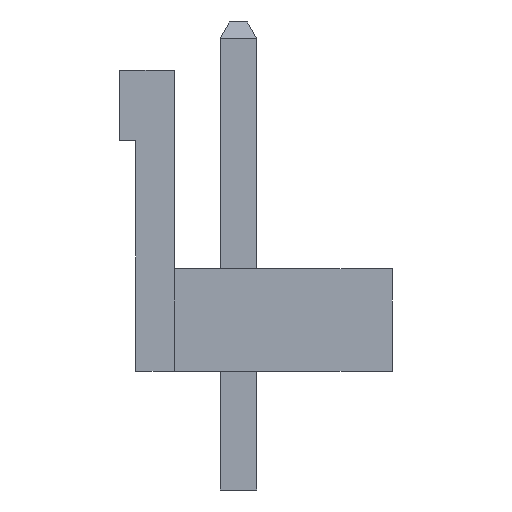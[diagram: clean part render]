
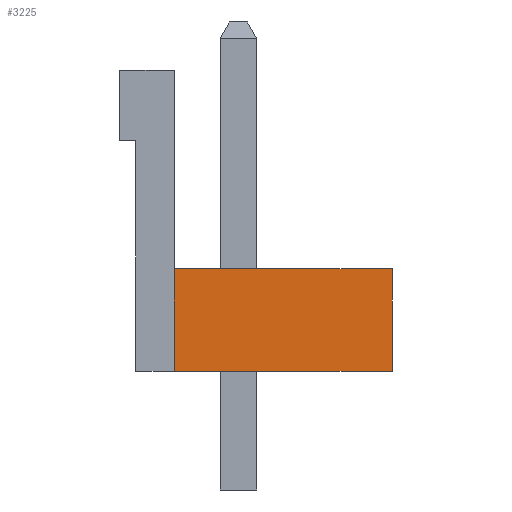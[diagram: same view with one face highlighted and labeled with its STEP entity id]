
A CAD part, left-side view. The second image highlights one B-rep face of the part: STEP entity #3225.
In plain terms, the highlighted planar face has unit normal (-1, 0, 0).
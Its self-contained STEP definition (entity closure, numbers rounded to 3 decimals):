
#2158=CARTESIAN_POINT('',(-19.77,2.0,0.0));
#2159=VERTEX_POINT('',#2158);
#2160=CARTESIAN_POINT('',(-19.77,2.0,3.2));
#2161=VERTEX_POINT('',#2160);
#2162=CARTESIAN_POINT('',(-19.77,2.0,1.6));
#2163=DIRECTION('',(0.0,-0.0,1.0));
#2164=VECTOR('',#2163,1.0);
#2165=LINE('',#2162,#2164);
#2166=EDGE_CURVE('n� 694',#2159,#2161,#2165,.T.);
#2379=CARTESIAN_POINT('',(-19.77,-4.8,3.2));
#2380=VERTEX_POINT('',#2379);
#2381=CARTESIAN_POINT('',(-19.77,-1.4,3.2));
#2382=DIRECTION('',(0.0,-1.0,0.0));
#2383=VECTOR('',#2382,1.0);
#2384=LINE('',#2381,#2383);
#2385=EDGE_CURVE('n� 697',#2161,#2380,#2384,.T.);
#3202=CARTESIAN_POINT('',(-19.77,-4.8,0.0));
#3203=VERTEX_POINT('',#3202);
#3204=CARTESIAN_POINT('',(-19.77,-0.8,0.0));
#3205=DIRECTION('',(0.0,1.0,0.0));
#3206=VECTOR('',#3205,1.0);
#3207=LINE('',#3204,#3206);
#3208=EDGE_CURVE('n� 9',#3203,#2159,#3207,.T.);
#3209=ORIENTED_EDGE('',*,*,#3208,.F.);
#3210=CARTESIAN_POINT('',(-19.77,-4.8,1.6));
#3211=DIRECTION('',(-0.0,0.0,-1.0));
#3212=VECTOR('',#3211,1.0);
#3213=LINE('',#3210,#3212);
#3214=EDGE_CURVE('n� 632',#2380,#3203,#3213,.T.);
#3215=ORIENTED_EDGE('',*,*,#3214,.F.);
#3216=ORIENTED_EDGE('',*,*,#2385,.F.);
#3217=ORIENTED_EDGE('',*,*,#2166,.F.);
#3218=EDGE_LOOP('',(#3209,#3215,#3216,#3217));
#3219=FACE_OUTER_BOUND('',#3218,.T.);
#3220=CARTESIAN_POINT('',(-19.77,-4.8,3.2));
#3221=DIRECTION('',(1.0,0.0,-0.0));
#3222=DIRECTION('',(-0.0,0.0,-1.0));
#3223=AXIS2_PLACEMENT_3D('',#3220,#3221,#3222);
#3224=PLANE('',#3223);
#3225=ADVANCED_FACE('n� 691',(#3219),#3224,.F.);
